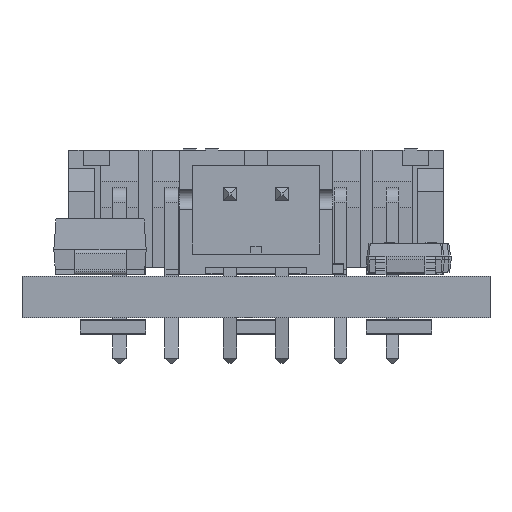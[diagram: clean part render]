
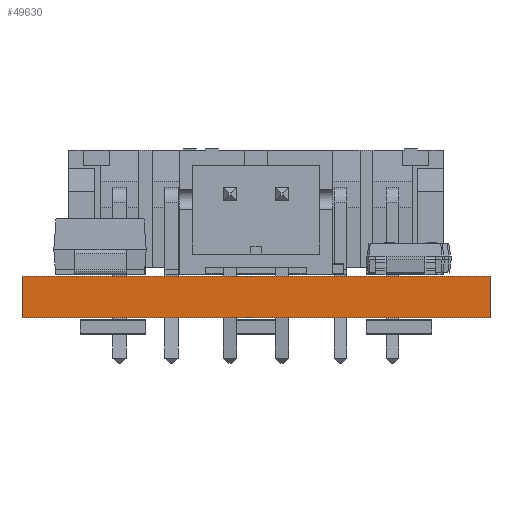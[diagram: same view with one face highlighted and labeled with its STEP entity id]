
A CAD part, front view. The second image highlights one B-rep face of the part: STEP entity #49630.
In plain terms, the highlighted planar face has unit normal (0, -1, 0).
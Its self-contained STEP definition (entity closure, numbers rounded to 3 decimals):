
#49514 = EDGE_CURVE('',#49515,#49517,#49519,.T.);
#49515 = VERTEX_POINT('',#49516);
#49516 = CARTESIAN_POINT('',(121.,-107.,0.));
#49517 = VERTEX_POINT('',#49518);
#49518 = CARTESIAN_POINT('',(121.,-107.,1.6));
#49519 = SURFACE_CURVE('',#49520,(#49524,#49536),.PCURVE_S1.);
#49520 = LINE('',#49521,#49522);
#49521 = CARTESIAN_POINT('',(121.,-107.,0.));
#49522 = VECTOR('',#49523,1.);
#49523 = DIRECTION('',(0.,0.,1.));
#49524 = PCURVE('',#49525,#49530);
#49525 = PLANE('',#49526);
#49526 = AXIS2_PLACEMENT_3D('',#49527,#49528,#49529);
#49527 = CARTESIAN_POINT('',(121.,-107.,0.));
#49528 = DIRECTION('',(-1.,0.,0.));
#49529 = DIRECTION('',(0.,1.,0.));
#49530 = DEFINITIONAL_REPRESENTATION('',(#49531),#49535);
#49531 = LINE('',#49532,#49533);
#49532 = CARTESIAN_POINT('',(0.,0.));
#49533 = VECTOR('',#49534,1.);
#49534 = DIRECTION('',(0.,-1.));
#49535 = ( GEOMETRIC_REPRESENTATION_CONTEXT(2) 
PARAMETRIC_REPRESENTATION_CONTEXT() REPRESENTATION_CONTEXT('2D SPACE',''
  ) );
#49536 = PCURVE('',#49537,#49542);
#49537 = PLANE('',#49538);
#49538 = AXIS2_PLACEMENT_3D('',#49539,#49540,#49541);
#49539 = CARTESIAN_POINT('',(139.,-107.,0.));
#49540 = DIRECTION('',(0.,-1.,0.));
#49541 = DIRECTION('',(-1.,0.,0.));
#49542 = DEFINITIONAL_REPRESENTATION('',(#49543),#49547);
#49543 = LINE('',#49544,#49545);
#49544 = CARTESIAN_POINT('',(18.,0.));
#49545 = VECTOR('',#49546,1.);
#49546 = DIRECTION('',(0.,-1.));
#49547 = ( GEOMETRIC_REPRESENTATION_CONTEXT(2) 
PARAMETRIC_REPRESENTATION_CONTEXT() REPRESENTATION_CONTEXT('2D SPACE',''
  ) );
#49565 = PLANE('',#49566);
#49566 = AXIS2_PLACEMENT_3D('',#49567,#49568,#49569);
#49567 = CARTESIAN_POINT('',(130.,-74.5,1.6));
#49568 = DIRECTION('',(0.,0.,-1.));
#49569 = DIRECTION('',(-1.,0.,0.));
#49619 = PLANE('',#49620);
#49620 = AXIS2_PLACEMENT_3D('',#49621,#49622,#49623);
#49621 = CARTESIAN_POINT('',(130.,-74.5,0.));
#49622 = DIRECTION('',(0.,0.,-1.));
#49623 = DIRECTION('',(-1.,0.,0.));
#49630 = ADVANCED_FACE('',(#49631),#49537,.T.);
#49631 = FACE_BOUND('',#49632,.T.);
#49632 = EDGE_LOOP('',(#49633,#49663,#49684,#49685));
#49633 = ORIENTED_EDGE('',*,*,#49634,.T.);
#49634 = EDGE_CURVE('',#49635,#49637,#49639,.T.);
#49635 = VERTEX_POINT('',#49636);
#49636 = CARTESIAN_POINT('',(139.,-107.,0.));
#49637 = VERTEX_POINT('',#49638);
#49638 = CARTESIAN_POINT('',(139.,-107.,1.6));
#49639 = SURFACE_CURVE('',#49640,(#49644,#49651),.PCURVE_S1.);
#49640 = LINE('',#49641,#49642);
#49641 = CARTESIAN_POINT('',(139.,-107.,0.));
#49642 = VECTOR('',#49643,1.);
#49643 = DIRECTION('',(0.,0.,1.));
#49644 = PCURVE('',#49537,#49645);
#49645 = DEFINITIONAL_REPRESENTATION('',(#49646),#49650);
#49646 = LINE('',#49647,#49648);
#49647 = CARTESIAN_POINT('',(0.,0.));
#49648 = VECTOR('',#49649,1.);
#49649 = DIRECTION('',(0.,-1.));
#49650 = ( GEOMETRIC_REPRESENTATION_CONTEXT(2) 
PARAMETRIC_REPRESENTATION_CONTEXT() REPRESENTATION_CONTEXT('2D SPACE',''
  ) );
#49651 = PCURVE('',#49652,#49657);
#49652 = PLANE('',#49653);
#49653 = AXIS2_PLACEMENT_3D('',#49654,#49655,#49656);
#49654 = CARTESIAN_POINT('',(139.,-42.,0.));
#49655 = DIRECTION('',(1.,0.,0.));
#49656 = DIRECTION('',(0.,-1.,0.));
#49657 = DEFINITIONAL_REPRESENTATION('',(#49658),#49662);
#49658 = LINE('',#49659,#49660);
#49659 = CARTESIAN_POINT('',(65.,0.));
#49660 = VECTOR('',#49661,1.);
#49661 = DIRECTION('',(0.,-1.));
#49662 = ( GEOMETRIC_REPRESENTATION_CONTEXT(2) 
PARAMETRIC_REPRESENTATION_CONTEXT() REPRESENTATION_CONTEXT('2D SPACE',''
  ) );
#49663 = ORIENTED_EDGE('',*,*,#49664,.T.);
#49664 = EDGE_CURVE('',#49637,#49517,#49665,.T.);
#49665 = SURFACE_CURVE('',#49666,(#49670,#49677),.PCURVE_S1.);
#49666 = LINE('',#49667,#49668);
#49667 = CARTESIAN_POINT('',(139.,-107.,1.6));
#49668 = VECTOR('',#49669,1.);
#49669 = DIRECTION('',(-1.,0.,0.));
#49670 = PCURVE('',#49537,#49671);
#49671 = DEFINITIONAL_REPRESENTATION('',(#49672),#49676);
#49672 = LINE('',#49673,#49674);
#49673 = CARTESIAN_POINT('',(0.,-1.6));
#49674 = VECTOR('',#49675,1.);
#49675 = DIRECTION('',(1.,0.));
#49676 = ( GEOMETRIC_REPRESENTATION_CONTEXT(2) 
PARAMETRIC_REPRESENTATION_CONTEXT() REPRESENTATION_CONTEXT('2D SPACE',''
  ) );
#49677 = PCURVE('',#49565,#49678);
#49678 = DEFINITIONAL_REPRESENTATION('',(#49679),#49683);
#49679 = LINE('',#49680,#49681);
#49680 = CARTESIAN_POINT('',(-9.,-32.5));
#49681 = VECTOR('',#49682,1.);
#49682 = DIRECTION('',(1.,0.));
#49683 = ( GEOMETRIC_REPRESENTATION_CONTEXT(2) 
PARAMETRIC_REPRESENTATION_CONTEXT() REPRESENTATION_CONTEXT('2D SPACE',''
  ) );
#49684 = ORIENTED_EDGE('',*,*,#49514,.F.);
#49685 = ORIENTED_EDGE('',*,*,#49686,.F.);
#49686 = EDGE_CURVE('',#49635,#49515,#49687,.T.);
#49687 = SURFACE_CURVE('',#49688,(#49692,#49699),.PCURVE_S1.);
#49688 = LINE('',#49689,#49690);
#49689 = CARTESIAN_POINT('',(139.,-107.,0.));
#49690 = VECTOR('',#49691,1.);
#49691 = DIRECTION('',(-1.,0.,0.));
#49692 = PCURVE('',#49537,#49693);
#49693 = DEFINITIONAL_REPRESENTATION('',(#49694),#49698);
#49694 = LINE('',#49695,#49696);
#49695 = CARTESIAN_POINT('',(0.,0.));
#49696 = VECTOR('',#49697,1.);
#49697 = DIRECTION('',(1.,0.));
#49698 = ( GEOMETRIC_REPRESENTATION_CONTEXT(2) 
PARAMETRIC_REPRESENTATION_CONTEXT() REPRESENTATION_CONTEXT('2D SPACE',''
  ) );
#49699 = PCURVE('',#49619,#49700);
#49700 = DEFINITIONAL_REPRESENTATION('',(#49701),#49705);
#49701 = LINE('',#49702,#49703);
#49702 = CARTESIAN_POINT('',(-9.,-32.5));
#49703 = VECTOR('',#49704,1.);
#49704 = DIRECTION('',(1.,0.));
#49705 = ( GEOMETRIC_REPRESENTATION_CONTEXT(2) 
PARAMETRIC_REPRESENTATION_CONTEXT() REPRESENTATION_CONTEXT('2D SPACE',''
  ) );
